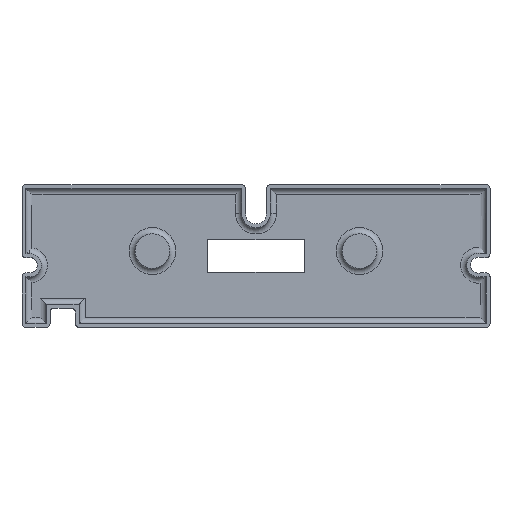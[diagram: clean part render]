
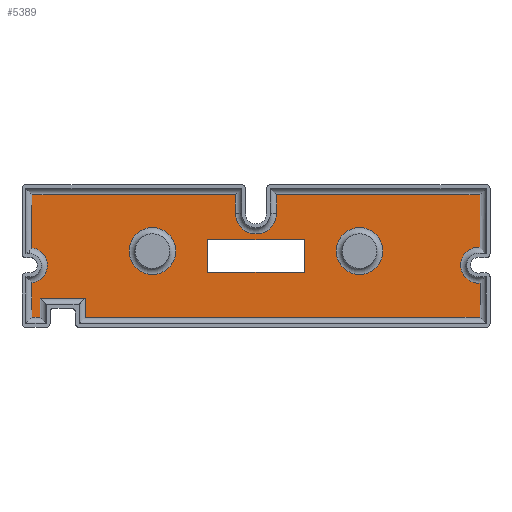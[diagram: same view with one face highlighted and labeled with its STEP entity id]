
A CAD part, top view. The second image highlights one B-rep face of the part: STEP entity #5389.
In plain terms, the highlighted planar face has unit normal (0, 0, 1).
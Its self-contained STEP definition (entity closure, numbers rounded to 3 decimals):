
#99=CIRCLE('',#5655,0.4);
#100=CIRCLE('',#5658,0.4);
#101=CIRCLE('',#5660,0.4);
#102=CIRCLE('',#5663,0.4);
#103=CIRCLE('',#5665,4.662);
#104=CIRCLE('',#5666,5.35);
#105=CIRCLE('',#5667,4.6);
#106=CIRCLE('',#5668,6.1);
#107=CIRCLE('',#5669,6.1);
#147=FACE_BOUND('',#707,.T.);
#148=FACE_BOUND('',#708,.T.);
#149=FACE_BOUND('',#709,.T.);
#206=PLANE('',#5664);
#400=FACE_OUTER_BOUND('',#706,.T.);
#706=EDGE_LOOP('',(#4176,#4177,#4178,#4179,#4180,#4181,#4182,#4183,#4184,
#4185,#4186,#4187,#4188,#4189,#4190,#4191));
#707=EDGE_LOOP('',(#4192,#4193,#4194,#4195,#4196,#4197,#4198,#4199));
#708=EDGE_LOOP('',(#4200));
#709=EDGE_LOOP('',(#4201));
#1101=LINE('',#8633,#1581);
#1106=LINE('',#8647,#1586);
#1108=LINE('',#8657,#1588);
#1109=LINE('',#8659,#1589);
#1110=LINE('',#8661,#1590);
#1111=LINE('',#8665,#1591);
#1112=LINE('',#8667,#1592);
#1113=LINE('',#8669,#1593);
#1114=LINE('',#8673,#1594);
#1115=LINE('',#8675,#1595);
#1116=LINE('',#8677,#1596);
#1117=LINE('',#8679,#1597);
#1118=LINE('',#8681,#1598);
#1119=LINE('',#8683,#1599);
#1120=LINE('',#8684,#1600);
#1121=LINE('',#8685,#1601);
#1122=LINE('',#8686,#1602);
#1581=VECTOR('',#6174,10.);
#1586=VECTOR('',#6189,10.);
#1588=VECTOR('',#6199,10.);
#1589=VECTOR('',#6200,10.);
#1590=VECTOR('',#6201,10.);
#1591=VECTOR('',#6204,10.);
#1592=VECTOR('',#6205,10.);
#1593=VECTOR('',#6206,10.);
#1594=VECTOR('',#6209,10.);
#1595=VECTOR('',#6210,10.);
#1596=VECTOR('',#6211,10.);
#1597=VECTOR('',#6212,10.);
#1598=VECTOR('',#6213,10.);
#1599=VECTOR('',#6214,10.);
#1600=VECTOR('',#6215,10.);
#1601=VECTOR('',#6216,10.);
#1602=VECTOR('',#6217,10.);
#2376=VERTEX_POINT('',#8625);
#2377=VERTEX_POINT('',#8627);
#2378=VERTEX_POINT('',#8631);
#2379=VERTEX_POINT('',#8635);
#2380=VERTEX_POINT('',#8639);
#2381=VERTEX_POINT('',#8641);
#2382=VERTEX_POINT('',#8645);
#2383=VERTEX_POINT('',#8649);
#2384=VERTEX_POINT('',#8653);
#2385=VERTEX_POINT('',#8654);
#2386=VERTEX_POINT('',#8656);
#2387=VERTEX_POINT('',#8658);
#2388=VERTEX_POINT('',#8660);
#2389=VERTEX_POINT('',#8662);
#2390=VERTEX_POINT('',#8664);
#2391=VERTEX_POINT('',#8666);
#2392=VERTEX_POINT('',#8668);
#2393=VERTEX_POINT('',#8670);
#2394=VERTEX_POINT('',#8672);
#2395=VERTEX_POINT('',#8674);
#2396=VERTEX_POINT('',#8676);
#2397=VERTEX_POINT('',#8678);
#2398=VERTEX_POINT('',#8680);
#2399=VERTEX_POINT('',#8682);
#2400=VERTEX_POINT('',#8687);
#2401=VERTEX_POINT('',#8689);
#3030=EDGE_CURVE('',#2376,#2377,#99,.T.);
#3033=EDGE_CURVE('',#2376,#2378,#1101,.T.);
#3034=EDGE_CURVE('',#2379,#2378,#100,.T.);
#3037=EDGE_CURVE('',#2380,#2381,#101,.T.);
#3040=EDGE_CURVE('',#2380,#2382,#1106,.T.);
#3041=EDGE_CURVE('',#2383,#2382,#102,.T.);
#3043=EDGE_CURVE('',#2384,#2385,#103,.T.);
#3044=EDGE_CURVE('',#2386,#2384,#1108,.T.);
#3045=EDGE_CURVE('',#2387,#2386,#1109,.T.);
#3046=EDGE_CURVE('',#2388,#2387,#1110,.T.);
#3047=EDGE_CURVE('',#2389,#2388,#104,.T.);
#3048=EDGE_CURVE('',#2390,#2389,#1111,.T.);
#3049=EDGE_CURVE('',#2391,#2390,#1112,.T.);
#3050=EDGE_CURVE('',#2392,#2391,#1113,.T.);
#3051=EDGE_CURVE('',#2393,#2392,#105,.T.);
#3052=EDGE_CURVE('',#2394,#2393,#1114,.T.);
#3053=EDGE_CURVE('',#2395,#2394,#1115,.T.);
#3054=EDGE_CURVE('',#2396,#2395,#1116,.T.);
#3055=EDGE_CURVE('',#2397,#2396,#1117,.T.);
#3056=EDGE_CURVE('',#2398,#2397,#1118,.T.);
#3057=EDGE_CURVE('',#2399,#2398,#1119,.T.);
#3058=EDGE_CURVE('',#2385,#2399,#1120,.T.);
#3059=EDGE_CURVE('',#2379,#2381,#1121,.T.);
#3060=EDGE_CURVE('',#2383,#2377,#1122,.T.);
#3061=EDGE_CURVE('',#2400,#2400,#106,.T.);
#3062=EDGE_CURVE('',#2401,#2401,#107,.T.);
#4176=ORIENTED_EDGE('',*,*,#3043,.F.);
#4177=ORIENTED_EDGE('',*,*,#3044,.F.);
#4178=ORIENTED_EDGE('',*,*,#3045,.F.);
#4179=ORIENTED_EDGE('',*,*,#3046,.F.);
#4180=ORIENTED_EDGE('',*,*,#3047,.F.);
#4181=ORIENTED_EDGE('',*,*,#3048,.F.);
#4182=ORIENTED_EDGE('',*,*,#3049,.F.);
#4183=ORIENTED_EDGE('',*,*,#3050,.F.);
#4184=ORIENTED_EDGE('',*,*,#3051,.F.);
#4185=ORIENTED_EDGE('',*,*,#3052,.F.);
#4186=ORIENTED_EDGE('',*,*,#3053,.F.);
#4187=ORIENTED_EDGE('',*,*,#3054,.F.);
#4188=ORIENTED_EDGE('',*,*,#3055,.F.);
#4189=ORIENTED_EDGE('',*,*,#3056,.F.);
#4190=ORIENTED_EDGE('',*,*,#3057,.F.);
#4191=ORIENTED_EDGE('',*,*,#3058,.F.);
#4192=ORIENTED_EDGE('',*,*,#3059,.T.);
#4193=ORIENTED_EDGE('',*,*,#3037,.F.);
#4194=ORIENTED_EDGE('',*,*,#3040,.T.);
#4195=ORIENTED_EDGE('',*,*,#3041,.F.);
#4196=ORIENTED_EDGE('',*,*,#3060,.T.);
#4197=ORIENTED_EDGE('',*,*,#3030,.F.);
#4198=ORIENTED_EDGE('',*,*,#3033,.T.);
#4199=ORIENTED_EDGE('',*,*,#3034,.F.);
#4200=ORIENTED_EDGE('',*,*,#3061,.F.);
#4201=ORIENTED_EDGE('',*,*,#3062,.F.);
#5389=ADVANCED_FACE('',(#400,#147,#148,#149),#206,.F.);
#5655=AXIS2_PLACEMENT_3D('',#8628,#6168,#6169);
#5658=AXIS2_PLACEMENT_3D('',#8636,#6177,#6178);
#5660=AXIS2_PLACEMENT_3D('',#8642,#6183,#6184);
#5663=AXIS2_PLACEMENT_3D('',#8650,#6192,#6193);
#5664=AXIS2_PLACEMENT_3D('',#8652,#6195,#6196);
#5665=AXIS2_PLACEMENT_3D('',#8655,#6197,#6198);
#5666=AXIS2_PLACEMENT_3D('',#8663,#6202,#6203);
#5667=AXIS2_PLACEMENT_3D('',#8671,#6207,#6208);
#5668=AXIS2_PLACEMENT_3D('',#8688,#6218,#6219);
#5669=AXIS2_PLACEMENT_3D('',#8690,#6220,#6221);
#6168=DIRECTION('center_axis',(0.,0.,1.));
#6169=DIRECTION('ref_axis',(-0.707,-0.707,0.));
#6174=DIRECTION('',(0.,1.,0.));
#6177=DIRECTION('center_axis',(0.,0.,1.));
#6178=DIRECTION('ref_axis',(-0.707,0.707,0.));
#6183=DIRECTION('center_axis',(0.,0.,1.));
#6184=DIRECTION('ref_axis',(0.707,0.707,0.));
#6189=DIRECTION('',(0.,-1.,0.));
#6192=DIRECTION('center_axis',(0.,0.,1.));
#6193=DIRECTION('ref_axis',(0.707,-0.707,0.));
#6195=DIRECTION('center_axis',(0.,0.,-1.));
#6196=DIRECTION('ref_axis',(1.,0.,0.));
#6197=DIRECTION('center_axis',(0.,0.,1.));
#6198=DIRECTION('ref_axis',(-1.,0.,0.));
#6199=DIRECTION('',(0.,-1.,0.));
#6200=DIRECTION('',(1.,0.,0.));
#6201=DIRECTION('',(0.,1.,0.));
#6202=DIRECTION('center_axis',(0.,0.,1.));
#6203=DIRECTION('ref_axis',(0.,-1.,0.));
#6204=DIRECTION('',(0.,-1.,0.));
#6205=DIRECTION('',(1.,0.,0.));
#6206=DIRECTION('',(0.,1.,0.));
#6207=DIRECTION('center_axis',(0.,0.,1.));
#6208=DIRECTION('ref_axis',(1.,0.,0.));
#6209=DIRECTION('',(0.,1.,0.));
#6210=DIRECTION('',(-1.,0.,0.));
#6211=DIRECTION('',(0.,-1.,0.));
#6212=DIRECTION('',(-1.,0.,0.));
#6213=DIRECTION('',(0.,1.,0.));
#6214=DIRECTION('',(-1.,0.,0.));
#6215=DIRECTION('',(0.,-1.,0.));
#6216=DIRECTION('',(1.,0.,0.));
#6217=DIRECTION('',(-1.,0.,0.));
#6218=DIRECTION('center_axis',(0.,0.,1.));
#6219=DIRECTION('ref_axis',(1.,0.,0.));
#6220=DIRECTION('center_axis',(0.,0.,1.));
#6221=DIRECTION('ref_axis',(1.,0.,0.));
#8625=CARTESIAN_POINT('',(48.3,30.6,3.));
#8627=CARTESIAN_POINT('',(48.7,30.2,3.));
#8628=CARTESIAN_POINT('Origin',(48.7,30.6,3.));
#8631=CARTESIAN_POINT('',(48.3,38.4,3.));
#8633=CARTESIAN_POINT('',(48.3,36.55,3.));
#8635=CARTESIAN_POINT('',(48.7,38.8,3.));
#8636=CARTESIAN_POINT('Origin',(48.7,38.4,3.));
#8639=CARTESIAN_POINT('',(73.7,38.4,3.));
#8641=CARTESIAN_POINT('',(73.3,38.8,3.));
#8642=CARTESIAN_POINT('Origin',(73.3,38.4,3.));
#8645=CARTESIAN_POINT('',(73.7,30.6,3.));
#8647=CARTESIAN_POINT('',(73.7,32.45,3.));
#8649=CARTESIAN_POINT('',(73.3,30.2,3.));
#8650=CARTESIAN_POINT('Origin',(73.3,30.6,3.));
#8652=CARTESIAN_POINT('Origin',(61.,34.5,3.));
#8653=CARTESIAN_POINT('',(119.4,36.744,3.));
#8654=CARTESIAN_POINT('',(119.4,27.455,3.));
#8655=CARTESIAN_POINT('Origin',(119.,32.1,3.));
#8656=CARTESIAN_POINT('',(119.4,50.5,3.));
#8657=CARTESIAN_POINT('',(119.4,43.3,3.));
#8658=CARTESIAN_POINT('',(66.35,50.5,3.));
#8659=CARTESIAN_POINT('',(62.875,50.5,3.));
#8660=CARTESIAN_POINT('',(66.35,45.6,3.));
#8661=CARTESIAN_POINT('',(66.35,40.05,3.));
#8662=CARTESIAN_POINT('',(55.65,45.6,3.));
#8663=CARTESIAN_POINT('Origin',(61.,45.6,3.));
#8664=CARTESIAN_POINT('',(55.65,50.5,3.));
#8665=CARTESIAN_POINT('',(55.65,43.3,3.));
#8666=CARTESIAN_POINT('',(2.6,50.5,3.));
#8667=CARTESIAN_POINT('',(31.,50.5,3.));
#8668=CARTESIAN_POINT('',(2.6,36.66,3.));
#8669=CARTESIAN_POINT('',(2.6,34.8,3.));
#8670=CARTESIAN_POINT('',(2.6,27.539,3.));
#8671=CARTESIAN_POINT('Origin',(2.,32.1,3.));
#8672=CARTESIAN_POINT('',(2.6,18.5,3.));
#8673=CARTESIAN_POINT('',(2.6,25.7,3.));
#8674=CARTESIAN_POINT('',(4.7,18.5,3.));
#8675=CARTESIAN_POINT('',(33.65,18.5,3.));
#8676=CARTESIAN_POINT('',(4.7,23.5,3.));
#8677=CARTESIAN_POINT('',(4.7,28.2,3.));
#8678=CARTESIAN_POINT('',(16.5,23.5,3.));
#8679=CARTESIAN_POINT('',(37.95,23.5,3.));
#8680=CARTESIAN_POINT('',(16.5,18.5,3.));
#8681=CARTESIAN_POINT('',(16.5,25.7,3.));
#8682=CARTESIAN_POINT('',(119.4,18.5,3.));
#8683=CARTESIAN_POINT('',(91.,18.5,3.));
#8684=CARTESIAN_POINT('',(119.4,31.8,3.));
#8685=CARTESIAN_POINT('',(67.25,38.8,3.));
#8686=CARTESIAN_POINT('',(67.25,30.2,3.));
#8687=CARTESIAN_POINT('',(81.9,35.8,3.));
#8688=CARTESIAN_POINT('Origin',(88.,35.8,3.));
#8689=CARTESIAN_POINT('',(27.9,35.8,3.));
#8690=CARTESIAN_POINT('Origin',(34.,35.8,3.));
